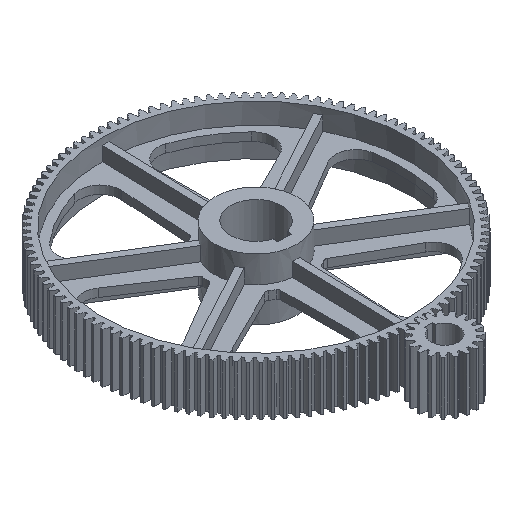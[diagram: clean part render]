
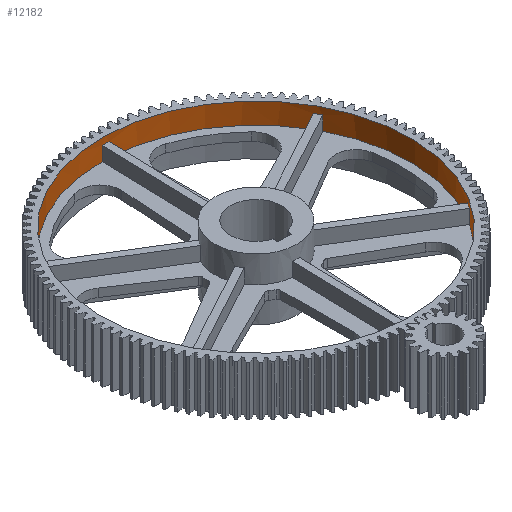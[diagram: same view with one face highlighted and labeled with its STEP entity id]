
A CAD part, isometric view. The second image highlights one B-rep face of the part: STEP entity #12182.
In plain terms, the highlighted cylindrical face has radius 226 mm (diameter 452 mm), a full revolution.
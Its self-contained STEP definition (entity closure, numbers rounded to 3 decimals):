
#259=CIRCLE('',#13118,226.);
#260=CIRCLE('',#13119,226.);
#261=CIRCLE('',#13120,226.);
#262=CIRCLE('',#13121,226.);
#263=CIRCLE('',#13122,226.);
#264=CIRCLE('',#13123,226.);
#265=CIRCLE('',#13124,226.);
#266=CIRCLE('',#13125,226.);
#267=CIRCLE('',#13126,226.);
#268=CIRCLE('',#13127,226.);
#269=CIRCLE('',#13128,226.);
#270=CIRCLE('',#13129,226.);
#271=CIRCLE('',#13130,226.);
#272=CIRCLE('',#13131,226.);
#1391=CYLINDRICAL_SURFACE('',#13117,226.);
#2000=FACE_OUTER_BOUND('',#2668,.T.);
#2668=EDGE_LOOP('',(#8662,#8663,#8664,#8665,#8666,#8667,#8668,#8669,#8670,
#8671,#8672,#8673,#8674,#8675,#8676,#8677,#8678,#8679,#8680,#8681,#8682,
#8683,#8684,#8685,#8686,#8687,#8688,#8689));
#3374=LINE('',#19982,#4118);
#3375=LINE('',#19987,#4119);
#3376=LINE('',#19991,#4120);
#3377=LINE('',#19995,#4121);
#3378=LINE('',#19999,#4122);
#3379=LINE('',#20003,#4123);
#3380=LINE('',#20007,#4124);
#3381=LINE('',#20011,#4125);
#3382=LINE('',#20015,#4126);
#3383=LINE('',#20019,#4127);
#3384=LINE('',#20023,#4128);
#3385=LINE('',#20027,#4129);
#3386=LINE('',#20030,#4130);
#4118=VECTOR('',#15516,226.);
#4119=VECTOR('',#15521,10.);
#4120=VECTOR('',#15524,10.);
#4121=VECTOR('',#15527,10.);
#4122=VECTOR('',#15530,10.);
#4123=VECTOR('',#15533,10.);
#4124=VECTOR('',#15536,10.);
#4125=VECTOR('',#15539,10.);
#4126=VECTOR('',#15542,10.);
#4127=VECTOR('',#15545,10.);
#4128=VECTOR('',#15548,10.);
#4129=VECTOR('',#15551,10.);
#4130=VECTOR('',#15554,10.);
#4956=VERTEX_POINT('',#19978);
#4957=VERTEX_POINT('',#19979);
#4958=VERTEX_POINT('',#19981);
#4959=VERTEX_POINT('',#19984);
#4960=VERTEX_POINT('',#19986);
#4961=VERTEX_POINT('',#19988);
#4962=VERTEX_POINT('',#19990);
#4963=VERTEX_POINT('',#19992);
#4964=VERTEX_POINT('',#19994);
#4965=VERTEX_POINT('',#19996);
#4966=VERTEX_POINT('',#19998);
#4967=VERTEX_POINT('',#20000);
#4968=VERTEX_POINT('',#20002);
#4969=VERTEX_POINT('',#20004);
#4970=VERTEX_POINT('',#20006);
#4971=VERTEX_POINT('',#20008);
#4972=VERTEX_POINT('',#20010);
#4973=VERTEX_POINT('',#20012);
#4974=VERTEX_POINT('',#20014);
#4975=VERTEX_POINT('',#20016);
#4976=VERTEX_POINT('',#20018);
#4977=VERTEX_POINT('',#20020);
#4978=VERTEX_POINT('',#20022);
#4979=VERTEX_POINT('',#20024);
#4980=VERTEX_POINT('',#20026);
#4981=VERTEX_POINT('',#20028);
#6399=EDGE_CURVE('',#4956,#4957,#259,.T.);
#6400=EDGE_CURVE('',#4957,#4958,#3374,.T.);
#6401=EDGE_CURVE('',#4958,#4958,#260,.T.);
#6402=EDGE_CURVE('',#4957,#4959,#261,.T.);
#6403=EDGE_CURVE('',#4959,#4960,#3375,.T.);
#6404=EDGE_CURVE('',#4960,#4961,#262,.T.);
#6405=EDGE_CURVE('',#4961,#4962,#3376,.T.);
#6406=EDGE_CURVE('',#4962,#4963,#263,.T.);
#6407=EDGE_CURVE('',#4963,#4964,#3377,.T.);
#6408=EDGE_CURVE('',#4964,#4965,#264,.T.);
#6409=EDGE_CURVE('',#4965,#4966,#3378,.T.);
#6410=EDGE_CURVE('',#4966,#4967,#265,.T.);
#6411=EDGE_CURVE('',#4967,#4968,#3379,.T.);
#6412=EDGE_CURVE('',#4968,#4969,#266,.T.);
#6413=EDGE_CURVE('',#4969,#4970,#3380,.T.);
#6414=EDGE_CURVE('',#4970,#4971,#267,.T.);
#6415=EDGE_CURVE('',#4971,#4972,#3381,.T.);
#6416=EDGE_CURVE('',#4972,#4973,#268,.T.);
#6417=EDGE_CURVE('',#4973,#4974,#3382,.T.);
#6418=EDGE_CURVE('',#4974,#4975,#269,.T.);
#6419=EDGE_CURVE('',#4975,#4976,#3383,.T.);
#6420=EDGE_CURVE('',#4976,#4977,#270,.T.);
#6421=EDGE_CURVE('',#4977,#4978,#3384,.T.);
#6422=EDGE_CURVE('',#4978,#4979,#271,.T.);
#6423=EDGE_CURVE('',#4979,#4980,#3385,.T.);
#6424=EDGE_CURVE('',#4980,#4981,#272,.T.);
#6425=EDGE_CURVE('',#4981,#4956,#3386,.T.);
#8662=ORIENTED_EDGE('',*,*,#6399,.T.);
#8663=ORIENTED_EDGE('',*,*,#6400,.T.);
#8664=ORIENTED_EDGE('',*,*,#6401,.F.);
#8665=ORIENTED_EDGE('',*,*,#6400,.F.);
#8666=ORIENTED_EDGE('',*,*,#6402,.T.);
#8667=ORIENTED_EDGE('',*,*,#6403,.T.);
#8668=ORIENTED_EDGE('',*,*,#6404,.T.);
#8669=ORIENTED_EDGE('',*,*,#6405,.T.);
#8670=ORIENTED_EDGE('',*,*,#6406,.T.);
#8671=ORIENTED_EDGE('',*,*,#6407,.T.);
#8672=ORIENTED_EDGE('',*,*,#6408,.T.);
#8673=ORIENTED_EDGE('',*,*,#6409,.T.);
#8674=ORIENTED_EDGE('',*,*,#6410,.T.);
#8675=ORIENTED_EDGE('',*,*,#6411,.T.);
#8676=ORIENTED_EDGE('',*,*,#6412,.T.);
#8677=ORIENTED_EDGE('',*,*,#6413,.T.);
#8678=ORIENTED_EDGE('',*,*,#6414,.T.);
#8679=ORIENTED_EDGE('',*,*,#6415,.T.);
#8680=ORIENTED_EDGE('',*,*,#6416,.T.);
#8681=ORIENTED_EDGE('',*,*,#6417,.T.);
#8682=ORIENTED_EDGE('',*,*,#6418,.T.);
#8683=ORIENTED_EDGE('',*,*,#6419,.T.);
#8684=ORIENTED_EDGE('',*,*,#6420,.T.);
#8685=ORIENTED_EDGE('',*,*,#6421,.T.);
#8686=ORIENTED_EDGE('',*,*,#6422,.T.);
#8687=ORIENTED_EDGE('',*,*,#6423,.T.);
#8688=ORIENTED_EDGE('',*,*,#6424,.T.);
#8689=ORIENTED_EDGE('',*,*,#6425,.T.);
#12182=ADVANCED_FACE('',(#2000),#1391,.F.);
#13117=AXIS2_PLACEMENT_3D('',#19977,#15512,#15513);
#13118=AXIS2_PLACEMENT_3D('',#19980,#15514,#15515);
#13119=AXIS2_PLACEMENT_3D('',#19983,#15517,#15518);
#13120=AXIS2_PLACEMENT_3D('',#19985,#15519,#15520);
#13121=AXIS2_PLACEMENT_3D('',#19989,#15522,#15523);
#13122=AXIS2_PLACEMENT_3D('',#19993,#15525,#15526);
#13123=AXIS2_PLACEMENT_3D('',#19997,#15528,#15529);
#13124=AXIS2_PLACEMENT_3D('',#20001,#15531,#15532);
#13125=AXIS2_PLACEMENT_3D('',#20005,#15534,#15535);
#13126=AXIS2_PLACEMENT_3D('',#20009,#15537,#15538);
#13127=AXIS2_PLACEMENT_3D('',#20013,#15540,#15541);
#13128=AXIS2_PLACEMENT_3D('',#20017,#15543,#15544);
#13129=AXIS2_PLACEMENT_3D('',#20021,#15546,#15547);
#13130=AXIS2_PLACEMENT_3D('',#20025,#15549,#15550);
#13131=AXIS2_PLACEMENT_3D('',#20029,#15552,#15553);
#15512=DIRECTION('center_axis',(0.,0.,1.));
#15513=DIRECTION('ref_axis',(-1.,0.,0.));
#15514=DIRECTION('center_axis',(0.,0.,
-1.));
#15515=DIRECTION('ref_axis',(-1.,0.,0.));
#15516=DIRECTION('',(0.,0.,1.));
#15517=DIRECTION('center_axis',(0.,0.,-1.));
#15518=DIRECTION('ref_axis',(-1.,0.,0.));
#15519=DIRECTION('center_axis',(0.,0.,
-1.));
#15520=DIRECTION('ref_axis',(-1.,0.,0.));
#15521=DIRECTION('',(0.,0.,1.));
#15522=DIRECTION('center_axis',(0.,0.,
-1.));
#15523=DIRECTION('ref_axis',(-1.,0.,0.));
#15524=DIRECTION('',(0.,0.,-1.));
#15525=DIRECTION('center_axis',(0.,0.,
-1.));
#15526=DIRECTION('ref_axis',(-1.,0.,0.));
#15527=DIRECTION('',(0.,0.,1.));
#15528=DIRECTION('center_axis',(0.,0.,
-1.));
#15529=DIRECTION('ref_axis',(-1.,0.,0.));
#15530=DIRECTION('',(0.,0.,-1.));
#15531=DIRECTION('center_axis',(0.,0.,
-1.));
#15532=DIRECTION('ref_axis',(-1.,0.,0.));
#15533=DIRECTION('',(0.,0.,1.));
#15534=DIRECTION('center_axis',(0.,0.,
-1.));
#15535=DIRECTION('ref_axis',(-1.,0.,0.));
#15536=DIRECTION('',(0.,0.,-1.));
#15537=DIRECTION('center_axis',(0.,0.,
-1.));
#15538=DIRECTION('ref_axis',(-1.,0.,0.));
#15539=DIRECTION('',(0.,0.,1.));
#15540=DIRECTION('center_axis',(0.,0.,
-1.));
#15541=DIRECTION('ref_axis',(-1.,0.,0.));
#15542=DIRECTION('',(0.,0.,-1.));
#15543=DIRECTION('center_axis',(0.,0.,
-1.));
#15544=DIRECTION('ref_axis',(-1.,0.,0.));
#15545=DIRECTION('',(0.,0.,1.));
#15546=DIRECTION('center_axis',(0.,0.,-1.));
#15547=DIRECTION('ref_axis',(-1.,0.,0.));
#15548=DIRECTION('',(0.,0.,-1.));
#15549=DIRECTION('center_axis',(0.,0.,-1.));
#15550=DIRECTION('ref_axis',(-1.,0.,0.));
#15551=DIRECTION('',(0.,0.,1.));
#15552=DIRECTION('center_axis',(0.,0.,
-1.));
#15553=DIRECTION('ref_axis',(-1.,0.,0.));
#15554=DIRECTION('',(0.,0.,-1.));
#19977=CARTESIAN_POINT('Origin',(0.,0.,0.));
#19978=CARTESIAN_POINT('',(198.174,108.642,42.5));
#19979=CARTESIAN_POINT('',(226.,0.,42.5));
#19980=CARTESIAN_POINT('Origin',(0.,0.,42.5));
#19981=CARTESIAN_POINT('',(226.,0.,73.));
#19982=CARTESIAN_POINT('',(226.,0.,0.));
#19983=CARTESIAN_POINT('Origin',(0.,0.,73.));
#19984=CARTESIAN_POINT('',(198.174,-108.642,42.5));
#19985=CARTESIAN_POINT('Origin',(0.,0.,42.5));
#19986=CARTESIAN_POINT('',(198.174,-108.642,63.));
#19987=CARTESIAN_POINT('',(198.174,-108.642,0.));
#19988=CARTESIAN_POINT('',(193.174,-117.302,63.));
#19989=CARTESIAN_POINT('Origin',(0.,0.,63.));
#19990=CARTESIAN_POINT('',(193.174,-117.302,42.5));
#19991=CARTESIAN_POINT('',(193.174,-117.302,0.));
#19992=CARTESIAN_POINT('',(5.,-225.945,42.5));
#19993=CARTESIAN_POINT('Origin',(0.,0.,42.5));
#19994=CARTESIAN_POINT('',(5.,-225.945,63.));
#19995=CARTESIAN_POINT('',(5.,-225.945,0.));
#19996=CARTESIAN_POINT('',(-5.,-225.945,63.));
#19997=CARTESIAN_POINT('Origin',(0.,0.,63.));
#19998=CARTESIAN_POINT('',(-5.,-225.945,42.5));
#19999=CARTESIAN_POINT('',(-5.,-225.945,0.));
#20000=CARTESIAN_POINT('',(-193.174,-117.302,42.5));
#20001=CARTESIAN_POINT('Origin',(0.,0.,42.5));
#20002=CARTESIAN_POINT('',(-193.174,-117.302,63.));
#20003=CARTESIAN_POINT('',(-193.174,-117.302,0.));
#20004=CARTESIAN_POINT('',(-198.174,-108.642,63.));
#20005=CARTESIAN_POINT('Origin',(0.,0.,63.));
#20006=CARTESIAN_POINT('',(-198.174,-108.642,42.5));
#20007=CARTESIAN_POINT('',(-198.174,-108.642,0.));
#20008=CARTESIAN_POINT('',(-198.174,108.642,42.5));
#20009=CARTESIAN_POINT('Origin',(0.,0.,42.5));
#20010=CARTESIAN_POINT('',(-198.174,108.642,63.));
#20011=CARTESIAN_POINT('',(-198.174,108.642,0.));
#20012=CARTESIAN_POINT('',(-193.174,117.302,63.));
#20013=CARTESIAN_POINT('Origin',(0.,0.,63.));
#20014=CARTESIAN_POINT('',(-193.174,117.302,42.5));
#20015=CARTESIAN_POINT('',(-193.174,117.302,0.));
#20016=CARTESIAN_POINT('',(-5.,225.945,42.5));
#20017=CARTESIAN_POINT('Origin',(0.,0.,42.5));
#20018=CARTESIAN_POINT('',(-5.,225.945,63.));
#20019=CARTESIAN_POINT('',(-5.,225.945,0.));
#20020=CARTESIAN_POINT('',(5.,225.945,63.));
#20021=CARTESIAN_POINT('Origin',(0.,0.,63.));
#20022=CARTESIAN_POINT('',(5.,225.945,42.5));
#20023=CARTESIAN_POINT('',(5.,225.945,0.));
#20024=CARTESIAN_POINT('',(193.174,117.302,42.5));
#20025=CARTESIAN_POINT('Origin',(0.,0.,42.5));
#20026=CARTESIAN_POINT('',(193.174,117.302,63.));
#20027=CARTESIAN_POINT('',(193.174,117.302,0.));
#20028=CARTESIAN_POINT('',(198.174,108.642,63.));
#20029=CARTESIAN_POINT('Origin',(0.,0.,63.));
#20030=CARTESIAN_POINT('',(198.174,108.642,0.));
